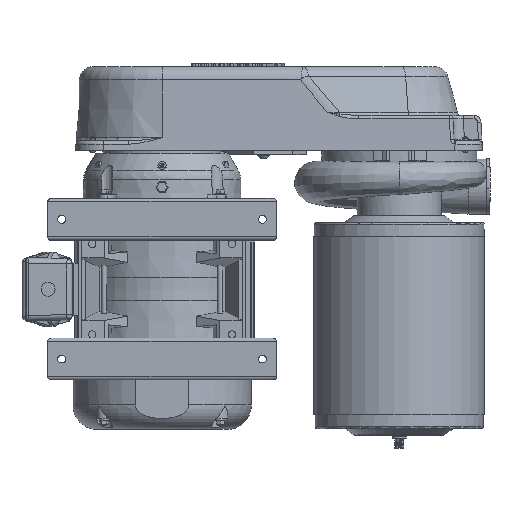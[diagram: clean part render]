
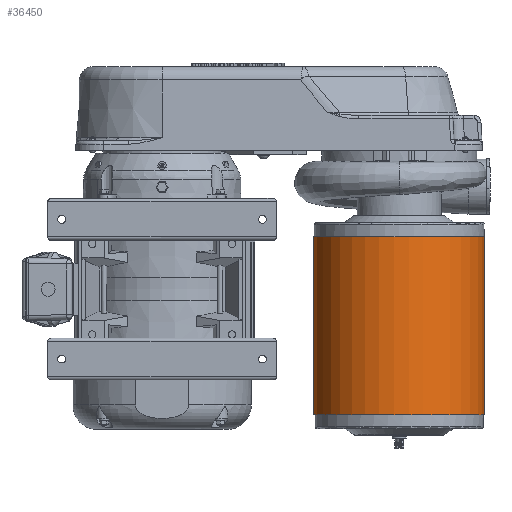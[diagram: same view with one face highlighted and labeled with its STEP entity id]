
A CAD part, front view. The second image highlights one B-rep face of the part: STEP entity #36450.
In plain terms, the highlighted cylindrical face has radius 155.448 mm (diameter 310.896 mm), a full revolution.
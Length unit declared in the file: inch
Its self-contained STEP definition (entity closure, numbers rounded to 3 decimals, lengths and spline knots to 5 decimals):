
#1149=FACE_BOUND('',#9307,.T.);
#3554=CIRCLE('',#40313,6.12);
#3555=CIRCLE('',#40315,6.12);
#4874=CYLINDRICAL_SURFACE('',#40314,6.12);
#6847=FACE_OUTER_BOUND('',#9306,.T.);
#9306=EDGE_LOOP('',(#32337));
#9307=EDGE_LOOP('',(#32338));
#17041=VERTEX_POINT('',#80602);
#17042=VERTEX_POINT('',#80605);
#22267=EDGE_CURVE('',#17041,#17041,#3554,.T.);
#22268=EDGE_CURVE('',#17042,#17042,#3555,.T.);
#32337=ORIENTED_EDGE('',*,*,#22267,.F.);
#32338=ORIENTED_EDGE('',*,*,#22268,.F.);
#36450=ADVANCED_FACE('',(#6847,#1149),#4874,.T.);
#40313=AXIS2_PLACEMENT_3D('',#80603,#49885,#49886);
#40314=AXIS2_PLACEMENT_3D('',#80604,#49887,#49888);
#40315=AXIS2_PLACEMENT_3D('',#80606,#49889,#49890);
#49885=DIRECTION('center_axis',(0.,0.,
-1.));
#49886=DIRECTION('ref_axis',(0.895,0.446,0.));
#49887=DIRECTION('center_axis',(0.,0.,
-1.));
#49888=DIRECTION('ref_axis',(0.895,0.446,0.));
#49889=DIRECTION('center_axis',(0.,0.,
1.));
#49890=DIRECTION('ref_axis',(0.895,0.446,0.));
#80602=CARTESIAN_POINT('',(-10.15622,2.75385,24.20694));
#80603=CARTESIAN_POINT('Origin',(-4.67844,5.48302,24.20694));
#80604=CARTESIAN_POINT('Origin',(-4.67844,5.48302,36.95694));
#80605=CARTESIAN_POINT('',(-10.15622,2.75385,36.95694));
#80606=CARTESIAN_POINT('Origin',(-4.67844,5.48302,36.95694));
